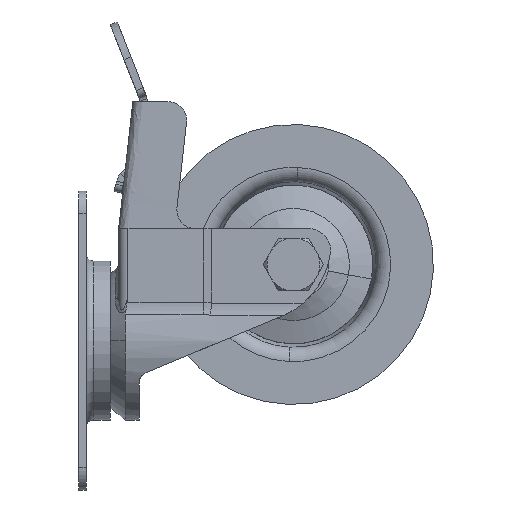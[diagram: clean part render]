
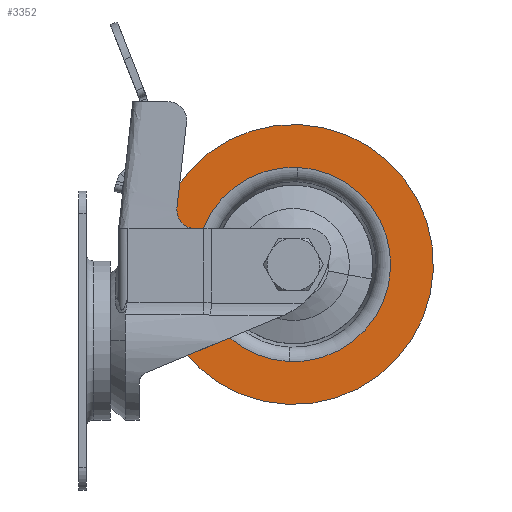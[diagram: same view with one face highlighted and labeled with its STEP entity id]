
A CAD part, left-side view. The second image highlights one B-rep face of the part: STEP entity #3352.
In plain terms, the highlighted face is planar.
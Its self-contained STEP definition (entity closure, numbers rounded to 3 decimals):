
#542 = DIRECTION ( 'NONE',  ( 0., 0., -1. ) ) ;
#713 = EDGE_CURVE ( 'NONE', #9268, #1328, #8727, .T. ) ;
#777 = CARTESIAN_POINT ( 'NONE',  ( -37.5, 0., 11. ) ) ;
#934 = AXIS2_PLACEMENT_3D ( 'NONE', #9685, #6402, #5073 ) ;
#940 = VERTEX_POINT ( 'NONE', #777 ) ;
#1042 = FACE_OUTER_BOUND ( 'NONE', #7195, .T. ) ;
#1281 = CARTESIAN_POINT ( 'NONE',  ( -26.04, 0., 11. ) ) ;
#1328 = VERTEX_POINT ( 'NONE', #1281 ) ;
#1373 = DIRECTION ( 'NONE',  ( 1., 0., 0. ) ) ;
#1453 = EDGE_CURVE ( 'NONE', #940, #4425, #4327, .T. ) ;
#1904 = DIRECTION ( 'NONE',  ( 0., 0., -1. ) ) ;
#1925 = CARTESIAN_POINT ( 'NONE',  ( 0., 0., 11. ) ) ;
#2218 = AXIS2_PLACEMENT_3D ( 'NONE', #1925, #542, #2890 ) ;
#2493 = ORIENTED_EDGE ( 'NONE', *, *, #4645, .T. ) ;
#2556 = CARTESIAN_POINT ( 'NONE',  ( 26.04, 0., 11. ) ) ;
#2699 = AXIS2_PLACEMENT_3D ( 'NONE', #8286, #3736, #1373 ) ;
#2705 = CIRCLE ( 'NONE', #2218, 26.04 ) ;
#2890 = DIRECTION ( 'NONE',  ( 1., 0., 0. ) ) ;
#3034 = AXIS2_PLACEMENT_3D ( 'NONE', #6300, #4769, #8557 ) ;
#3069 = ORIENTED_EDGE ( 'NONE', *, *, #1453, .T. ) ;
#3352 = ADVANCED_FACE ( 'NONE', ( #8775, #1042 ), #5692, .T. ) ;
#3736 = DIRECTION ( 'NONE',  ( 0., 0., 1. ) ) ;
#4327 = CIRCLE ( 'NONE', #2699, 37.5 ) ;
#4425 = VERTEX_POINT ( 'NONE', #9097 ) ;
#4645 = EDGE_CURVE ( 'NONE', #1328, #9268, #2705, .T. ) ;
#4723 = ORIENTED_EDGE ( 'NONE', *, *, #713, .T. ) ;
#4769 = DIRECTION ( 'NONE',  ( 0., 0., 1. ) ) ;
#4974 = EDGE_LOOP ( 'NONE', ( #4723, #2493 ) ) ;
#5073 = DIRECTION ( 'NONE',  ( 1., 0., 0. ) ) ;
#5106 = ORIENTED_EDGE ( 'NONE', *, *, #9832, .T. ) ;
#5609 = AXIS2_PLACEMENT_3D ( 'NONE', #7365, #1904, #8150 ) ;
#5692 = PLANE ( 'NONE',  #934 ) ;
#6300 = CARTESIAN_POINT ( 'NONE',  ( 0., 0., 11. ) ) ;
#6402 = DIRECTION ( 'NONE',  ( 0., 0., 1. ) ) ;
#7195 = EDGE_LOOP ( 'NONE', ( #3069, #5106 ) ) ;
#7365 = CARTESIAN_POINT ( 'NONE',  ( 0., 0., 11. ) ) ;
#8150 = DIRECTION ( 'NONE',  ( 1., 0., 0. ) ) ;
#8286 = CARTESIAN_POINT ( 'NONE',  ( 0., 0., 11. ) ) ;
#8557 = DIRECTION ( 'NONE',  ( 1., 0., 0. ) ) ;
#8727 = CIRCLE ( 'NONE', #5609, 26.04 ) ;
#8775 = FACE_BOUND ( 'NONE', #4974, .T. ) ;
#9097 = CARTESIAN_POINT ( 'NONE',  ( 37.5, 0., 11. ) ) ;
#9246 = CIRCLE ( 'NONE', #3034, 37.5 ) ;
#9268 = VERTEX_POINT ( 'NONE', #2556 ) ;
#9685 = CARTESIAN_POINT ( 'NONE',  ( 0., 0., 11. ) ) ;
#9832 = EDGE_CURVE ( 'NONE', #4425, #940, #9246, .T. ) ;
